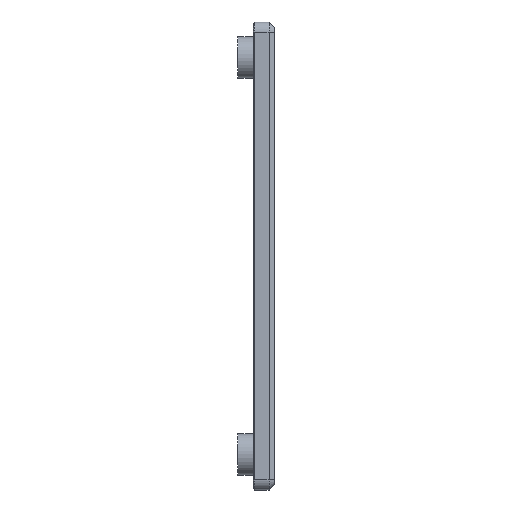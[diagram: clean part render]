
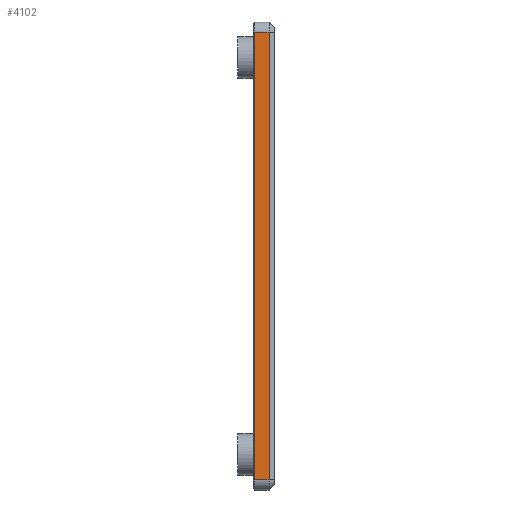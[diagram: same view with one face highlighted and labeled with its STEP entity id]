
A CAD part, left-side view. The second image highlights one B-rep face of the part: STEP entity #4102.
In plain terms, the highlighted planar face has unit normal (-1, 0, 0).
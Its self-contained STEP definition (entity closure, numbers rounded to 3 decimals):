
#147 = ORIENTED_EDGE ( 'NONE', *, *, #1207, .T. ) ;
#161 = LINE ( 'NONE', #3092, #4478 ) ;
#396 = DIRECTION ( 'NONE',  ( 0., 0., 1. ) ) ;
#585 = CARTESIAN_POINT ( 'NONE',  ( -57.8, 2., 44.8 ) ) ;
#972 = CARTESIAN_POINT ( 'NONE',  ( -57.8, -1., -42.8 ) ) ;
#1140 = DIRECTION ( 'NONE',  ( 0., 0., -1. ) ) ;
#1207 = EDGE_CURVE ( 'NONE', #5670, #4648, #5701, .T. ) ;
#1417 = CARTESIAN_POINT ( 'NONE',  ( -57.8, 2., -42.8 ) ) ;
#1472 = VECTOR ( 'NONE', #2104, 1000. ) ;
#2104 = DIRECTION ( 'NONE',  ( 0., 0., -1. ) ) ;
#2266 = DIRECTION ( 'NONE',  ( 1., 0., 0. ) ) ;
#2279 = EDGE_CURVE ( 'NONE', #3996, #5670, #3244, .T. ) ;
#2303 = VERTEX_POINT ( 'NONE', #972 ) ;
#2516 = EDGE_CURVE ( 'NONE', #4648, #2303, #5523, .T. ) ;
#2579 = CARTESIAN_POINT ( 'NONE',  ( -57.8, 2., 42.8 ) ) ;
#2655 = VECTOR ( 'NONE', #6780, 1000. ) ;
#2665 = CARTESIAN_POINT ( 'NONE',  ( -57.8, -1., 42.8 ) ) ;
#2807 = PLANE ( 'NONE',  #6640 ) ;
#3092 = CARTESIAN_POINT ( 'NONE',  ( -57.8, -1., 42.8 ) ) ;
#3244 = LINE ( 'NONE', #2579, #5178 ) ;
#3419 = CARTESIAN_POINT ( 'NONE',  ( -57.8, 1.8, 42.8 ) ) ;
#3441 = ORIENTED_EDGE ( 'NONE', *, *, #4615, .T. ) ;
#3660 = EDGE_LOOP ( 'NONE', ( #5435, #147, #5169, #3441 ) ) ;
#3996 = VERTEX_POINT ( 'NONE', #2665 ) ;
#4102 = ADVANCED_FACE ( 'NONE', ( #4914 ), #2807, .F. ) ;
#4478 = VECTOR ( 'NONE', #396, 1000. ) ;
#4615 = EDGE_CURVE ( 'NONE', #2303, #3996, #161, .T. ) ;
#4648 = VERTEX_POINT ( 'NONE', #5973 ) ;
#4914 = FACE_OUTER_BOUND ( 'NONE', #3660, .T. ) ;
#5169 = ORIENTED_EDGE ( 'NONE', *, *, #2516, .T. ) ;
#5178 = VECTOR ( 'NONE', #5303, 1000. ) ;
#5303 = DIRECTION ( 'NONE',  ( 0., 1., 0. ) ) ;
#5435 = ORIENTED_EDGE ( 'NONE', *, *, #2279, .T. ) ;
#5523 = LINE ( 'NONE', #1417, #2655 ) ;
#5670 = VERTEX_POINT ( 'NONE', #3419 ) ;
#5701 = LINE ( 'NONE', #6355, #1472 ) ;
#5973 = CARTESIAN_POINT ( 'NONE',  ( -57.8, 1.8, -42.8 ) ) ;
#6355 = CARTESIAN_POINT ( 'NONE',  ( -57.8, 1.8, -42.8 ) ) ;
#6640 = AXIS2_PLACEMENT_3D ( 'NONE', #585, #2266, #1140 ) ;
#6780 = DIRECTION ( 'NONE',  ( 0., -1., 0. ) ) ;
